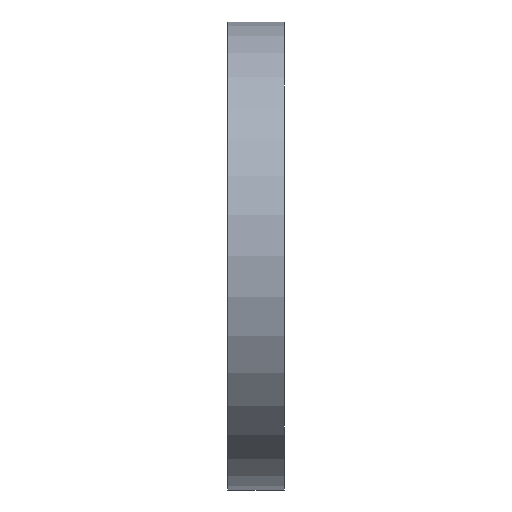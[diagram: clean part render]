
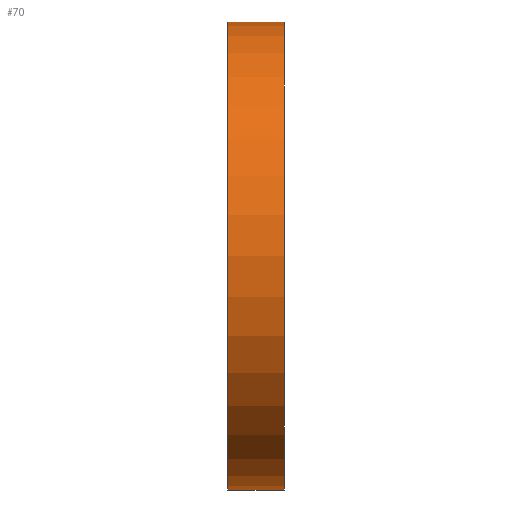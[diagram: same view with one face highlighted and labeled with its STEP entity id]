
A CAD part, left-side view. The second image highlights one B-rep face of the part: STEP entity #70.
In plain terms, the highlighted cylindrical face has radius 104.775 mm (diameter 209.55 mm), a partial arc.
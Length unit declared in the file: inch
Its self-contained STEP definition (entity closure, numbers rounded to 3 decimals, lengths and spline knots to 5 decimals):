
#38 = DIRECTION ( 'NONE',  ( 0., -1., 0. ) ) ;
#62 = DIRECTION ( 'NONE',  ( 0., 0., 1. ) ) ;
#70 = ADVANCED_FACE ( 'NONE', ( #132 ), #523, .T. ) ;
#84 = EDGE_CURVE ( 'NONE', #518, #637, #250, .T. ) ;
#109 = AXIS2_PLACEMENT_3D ( 'NONE', #918, #38, #341 ) ;
#127 = ORIENTED_EDGE ( 'NONE', *, *, #1241, .F. ) ;
#132 = FACE_OUTER_BOUND ( 'NONE', #1042, .T. ) ;
#155 = CARTESIAN_POINT ( 'NONE',  ( 0., 0., 0. ) ) ;
#158 = DIRECTION ( 'NONE',  ( 0., 0., 1. ) ) ;
#184 = VECTOR ( 'NONE', #1255, 39.37008 ) ;
#216 = AXIS2_PLACEMENT_3D ( 'NONE', #827, #238, #158 ) ;
#218 = DIRECTION ( 'NONE',  ( 0., -1., 0. ) ) ;
#238 = DIRECTION ( 'NONE',  ( 0., 1., 0. ) ) ;
#250 = CIRCLE ( 'NONE', #961, 4.125 ) ;
#283 = LINE ( 'NONE', #1054, #184 ) ;
#341 = DIRECTION ( 'NONE',  ( 0., 0., -1. ) ) ;
#348 = VECTOR ( 'NONE', #218, 39.37008 ) ;
#419 = CARTESIAN_POINT ( 'NONE',  ( 0., 1., -4.125 ) ) ;
#458 = ORIENTED_EDGE ( 'NONE', *, *, #669, .F. ) ;
#518 = VERTEX_POINT ( 'NONE', #1215 ) ;
#523 = CYLINDRICAL_SURFACE ( 'NONE', #109, 4.125 ) ;
#550 = DIRECTION ( 'NONE',  ( 0., 1., 0. ) ) ;
#637 = VERTEX_POINT ( 'NONE', #1155 ) ;
#669 = EDGE_CURVE ( 'NONE', #675, #637, #283, .T. ) ;
#675 = VERTEX_POINT ( 'NONE', #1173 ) ;
#762 = ORIENTED_EDGE ( 'NONE', *, *, #84, .T. ) ;
#793 = VERTEX_POINT ( 'NONE', #419 ) ;
#827 = CARTESIAN_POINT ( 'NONE',  ( 0., 1., 0. ) ) ;
#918 = CARTESIAN_POINT ( 'NONE',  ( 0., 1., 0. ) ) ;
#961 = AXIS2_PLACEMENT_3D ( 'NONE', #155, #550, #62 ) ;
#1004 = LINE ( 'NONE', #1096, #348 ) ;
#1042 = EDGE_LOOP ( 'NONE', ( #458, #127, #1192, #762 ) ) ;
#1054 = CARTESIAN_POINT ( 'NONE',  ( 0., 1., 4.125 ) ) ;
#1063 = CIRCLE ( 'NONE', #216, 4.125 ) ;
#1096 = CARTESIAN_POINT ( 'NONE',  ( 0., 1., -4.125 ) ) ;
#1155 = CARTESIAN_POINT ( 'NONE',  ( 0., 0., 4.125 ) ) ;
#1170 = EDGE_CURVE ( 'NONE', #793, #518, #1004, .T. ) ;
#1173 = CARTESIAN_POINT ( 'NONE',  ( 0., 1., 4.125 ) ) ;
#1192 = ORIENTED_EDGE ( 'NONE', *, *, #1170, .T. ) ;
#1215 = CARTESIAN_POINT ( 'NONE',  ( 0., 0., -4.125 ) ) ;
#1241 = EDGE_CURVE ( 'NONE', #793, #675, #1063, .T. ) ;
#1255 = DIRECTION ( 'NONE',  ( 0., -1., 0. ) ) ;
